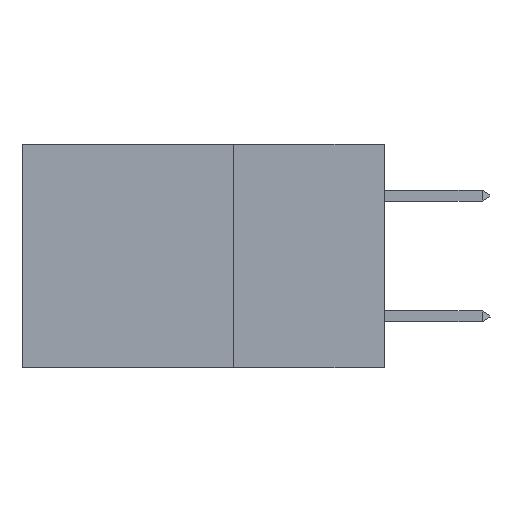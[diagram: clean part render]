
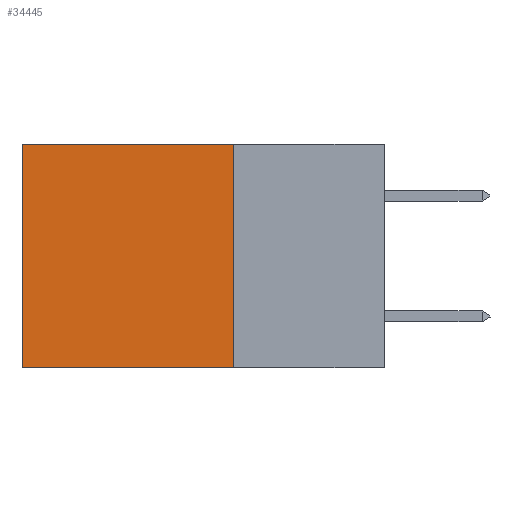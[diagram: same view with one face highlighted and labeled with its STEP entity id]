
A CAD part, left-side view. The second image highlights one B-rep face of the part: STEP entity #34445.
In plain terms, the highlighted planar face has unit normal (-1, 0, 0).
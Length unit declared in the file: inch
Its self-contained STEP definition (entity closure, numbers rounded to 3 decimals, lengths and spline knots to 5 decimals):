
#169 = DIRECTION ( 'NONE',  ( 0., 0., -1. ) ) ;
#350 = DIRECTION ( 'NONE',  ( 1., 0., 0. ) ) ;
#363 = EDGE_LOOP ( 'NONE', ( #8302, #25215, #10994, #1124 ) ) ;
#1124 = ORIENTED_EDGE ( 'NONE', *, *, #29839, .T. ) ;
#3039 = DIRECTION ( 'NONE',  ( 0., 1., 0. ) ) ;
#7599 = CARTESIAN_POINT ( 'NONE',  ( 0.2875, 0.25, -0.37 ) ) ;
#8302 = ORIENTED_EDGE ( 'NONE', *, *, #23399, .T. ) ;
#8334 = VECTOR ( 'NONE', #3039, 39.37008 ) ;
#9574 = CARTESIAN_POINT ( 'NONE',  ( 0.2875, 0.25, 0. ) ) ;
#10994 = ORIENTED_EDGE ( 'NONE', *, *, #13295, .F. ) ;
#11358 = DIRECTION ( 'NONE',  ( 0., 0., -1. ) ) ;
#12006 = CARTESIAN_POINT ( 'NONE',  ( 0.2875, 0.6, -0.37 ) ) ;
#12380 = VERTEX_POINT ( 'NONE', #27335 ) ;
#13295 = EDGE_CURVE ( 'NONE', #29597, #18149, #17888, .T. ) ;
#15084 = DIRECTION ( 'NONE',  ( 0., 1., 0. ) ) ;
#15889 = VERTEX_POINT ( 'NONE', #12006 ) ;
#17201 = AXIS2_PLACEMENT_3D ( 'NONE', #31244, #350, #36189 ) ;
#17304 = LINE ( 'NONE', #38282, #39813 ) ;
#17888 = LINE ( 'NONE', #24435, #34653 ) ;
#18149 = VERTEX_POINT ( 'NONE', #7599 ) ;
#20866 = PLANE ( 'NONE',  #17201 ) ;
#23399 = EDGE_CURVE ( 'NONE', #12380, #15889, #17304, .T. ) ;
#24194 = LINE ( 'NONE', #33933, #8334 ) ;
#24435 = CARTESIAN_POINT ( 'NONE',  ( 0.2875, 0.25, 0. ) ) ;
#25215 = ORIENTED_EDGE ( 'NONE', *, *, #32102, .F. ) ;
#27335 = CARTESIAN_POINT ( 'NONE',  ( 0.2875, 0.6, 0. ) ) ;
#29597 = VERTEX_POINT ( 'NONE', #9574 ) ;
#29839 = EDGE_CURVE ( 'NONE', #29597, #12380, #24194, .T. ) ;
#31244 = CARTESIAN_POINT ( 'NONE',  ( 0.2875, 0.25, 0. ) ) ;
#31989 = LINE ( 'NONE', #42404, #32147 ) ;
#32102 = EDGE_CURVE ( 'NONE', #18149, #15889, #31989, .T. ) ;
#32147 = VECTOR ( 'NONE', #15084, 39.37008 ) ;
#33933 = CARTESIAN_POINT ( 'NONE',  ( 0.2875, 0.25, 0. ) ) ;
#34445 = ADVANCED_FACE ( 'NONE', ( #39135 ), #20866, .F. ) ;
#34653 = VECTOR ( 'NONE', #11358, 39.37008 ) ;
#36189 = DIRECTION ( 'NONE',  ( 0., 0., -1. ) ) ;
#38282 = CARTESIAN_POINT ( 'NONE',  ( 0.2875, 0.6, 0. ) ) ;
#39135 = FACE_OUTER_BOUND ( 'NONE', #363, .T. ) ;
#39813 = VECTOR ( 'NONE', #169, 39.37008 ) ;
#42404 = CARTESIAN_POINT ( 'NONE',  ( 0.2875, 0.25, -0.37 ) ) ;
